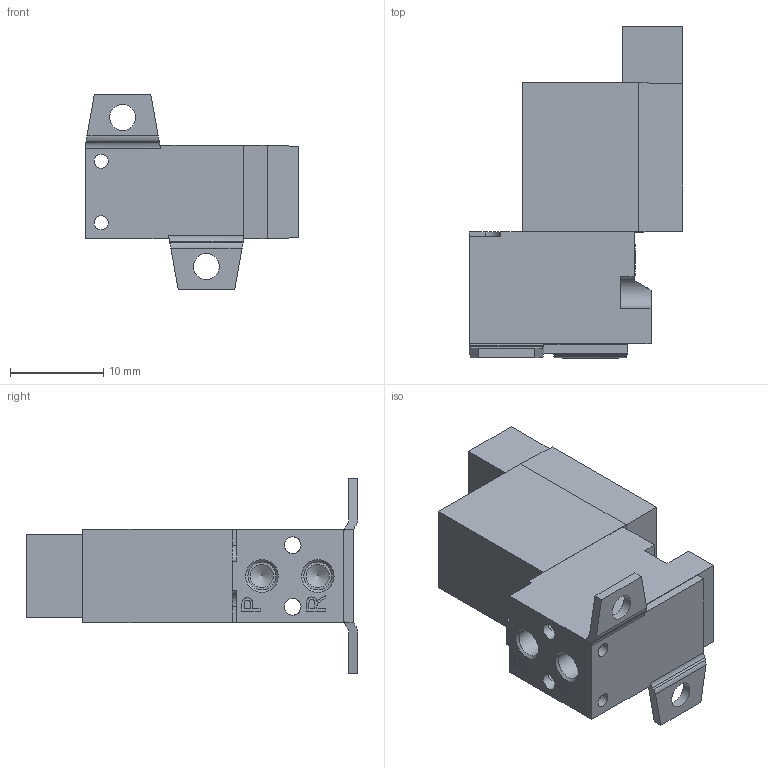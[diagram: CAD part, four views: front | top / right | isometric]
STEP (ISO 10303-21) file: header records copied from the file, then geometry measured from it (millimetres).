
FILE_DESCRIPTION(/* description */ (''),/* implementation_level */ '2;1');
FILE_NAME(/* name */ 'Solenoid, On-Off.iam.step',/* time_stamp */ '2020-04-16T23:36:04-04:00',/* author */ ('Jordan'),/* organization */ (''),/* preprocessor_version */ 'ST-DEVELOPER v17',/* originating_system */ 'Autodesk Inventor 2019',/* authorisation */ '');
FILE_SCHEMA (('AUTOMOTIVE_DESIGN { 1 0 10303 214 3 1 1 }'));
Length unit declared in the file: millimetre
Products named in the file (5): Solenoid, On-Off; SY113-SMO-PM3-F.step_1115coil_MDC; SY113-SMO-PM3-F.step_MAN-OPA_P; Valve Base; Bracket
Assembly tree (4 placements, depth 2):
  Solenoid, On-Off
    SY113-SMO-PM3-F.step_1115coil_MDC
    SY113-SMO-PM3-F.step_MAN-OPA_P
    Valve Base
    Bracket
Bounding box: 22.9 x 35.6 x 21 mm (x, y, z)
Volume: 5063.2 mm3; surface area: 3677.5 mm2
Topology: 4 solids, 4 shells, 160 faces, 451 edges, 306 vertices
Faces by surface type: plane 106, cylinder 32, bspline 16, cone 6
Full cylindrical faces by diameter (mm): 1.5 x2, 1.8 x8, 2.5 x3, 2.8 x2, 3 x3, 3.3 x1, 3.4 x1
Entity records: 6098 total; most frequent: CARTESIAN_POINT 1731, ORIENTED_EDGE 896, DIRECTION 837, EDGE_CURVE 448, VERTEX_POINT 306, LINE 301, VECTOR 301, AXIS2_PLACEMENT_3D 268
